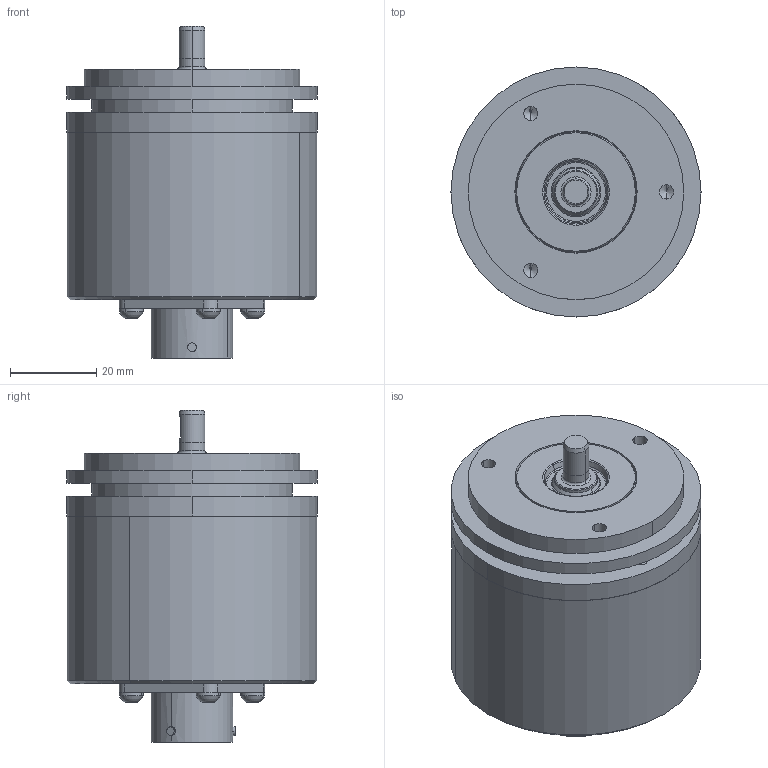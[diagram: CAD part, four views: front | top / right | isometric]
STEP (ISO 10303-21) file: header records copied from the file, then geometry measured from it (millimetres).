
FILE_DESCRIPTION((''),'2;1');
FILE_NAME('517538','2010-11-10T',('se2802'),(''),'PRO/ENGINEER BY PARAMETRIC TECHNOLOGY CORPORATION, 2010180','PRO/ENGINEER BY PARAMETRIC TECHNOLOGY CORPORATION, 2010180','');
FILE_SCHEMA(('CONFIG_CONTROL_DESIGN'));
Length unit declared in the file: millimetre
Products named in the file (1): 517538
Bounding box: 58 x 58 x 77 mm (x, y, z)
Volume: 136726.1 mm3; surface area: 20861.4 mm2
Topology: 1 solids, 3 shells, 939 faces, 2510 edges, 1653 vertices
Faces by surface type: extrusion 324, plane 306, cylinder 245, cone 26, torus 24, sphere 14
Entity records: 33815 total; most frequent: CARTESIAN_POINT 11297, ORIENTED_EDGE 5008, DIRECTION 3924, EDGE_CURVE 2504, VERTEX_POINT 1653, VECTOR 1322, AXIS2_PLACEMENT_3D 1301, B_SPLINE_CURVE_WITH_KNOTS 1144
